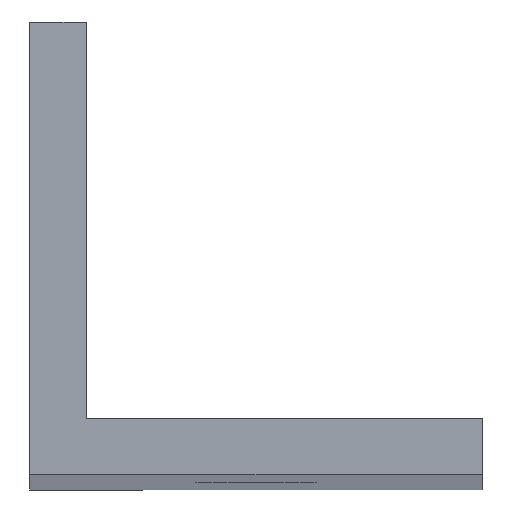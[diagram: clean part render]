
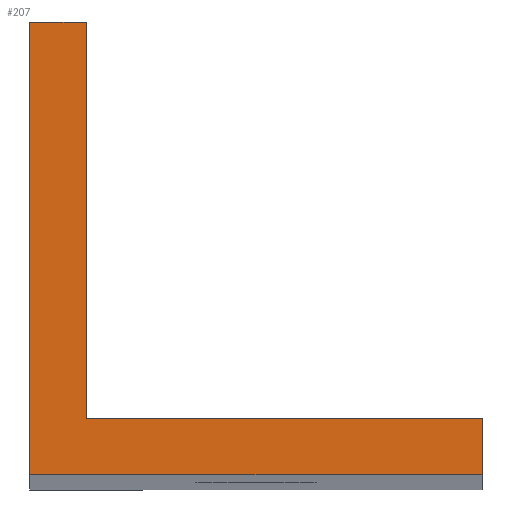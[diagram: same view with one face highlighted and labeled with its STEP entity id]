
A CAD part, top view. The second image highlights one B-rep face of the part: STEP entity #207.
In plain terms, the highlighted planar face has unit normal (0, 0, 1).
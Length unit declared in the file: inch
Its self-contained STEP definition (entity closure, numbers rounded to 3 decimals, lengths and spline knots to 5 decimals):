
#17=LINE('',#311,#35);
#20=LINE('',#317,#38);
#23=LINE('',#323,#41);
#26=LINE('',#329,#44);
#29=LINE('',#335,#47);
#32=LINE('',#339,#50);
#35=VECTOR('',#258,0.3937);
#38=VECTOR('',#263,0.3937);
#41=VECTOR('',#268,0.3937);
#44=VECTOR('',#273,0.3937);
#47=VECTOR('',#278,0.3937);
#50=VECTOR('',#283,0.3937);
#57=PLANE('',#232);
#77=FACE_OUTER_BOUND('',#97,.T.);
#97=EDGE_LOOP('',(#183,#184,#185,#186,#187,#188));
#113=VERTEX_POINT('',#308);
#114=VERTEX_POINT('',#310);
#116=VERTEX_POINT('',#316);
#118=VERTEX_POINT('',#322);
#120=VERTEX_POINT('',#328);
#122=VERTEX_POINT('',#334);
#131=EDGE_CURVE('',#114,#113,#17,.T.);
#134=EDGE_CURVE('',#116,#114,#20,.T.);
#137=EDGE_CURVE('',#118,#116,#23,.T.);
#140=EDGE_CURVE('',#120,#118,#26,.T.);
#143=EDGE_CURVE('',#122,#120,#29,.T.);
#146=EDGE_CURVE('',#113,#122,#32,.T.);
#183=ORIENTED_EDGE('',*,*,#146,.T.);
#184=ORIENTED_EDGE('',*,*,#143,.T.);
#185=ORIENTED_EDGE('',*,*,#140,.T.);
#186=ORIENTED_EDGE('',*,*,#137,.T.);
#187=ORIENTED_EDGE('',*,*,#134,.T.);
#188=ORIENTED_EDGE('',*,*,#131,.T.);
#207=ADVANCED_FACE('',(#77),#57,.T.);
#232=AXIS2_PLACEMENT_3D('',#340,#284,#285);
#258=DIRECTION('',(0.,-1.,0.));
#263=DIRECTION('',(-1.,0.,0.));
#268=DIRECTION('',(0.,1.,0.));
#273=DIRECTION('',(-1.,0.,0.));
#278=DIRECTION('',(0.,1.,0.));
#283=DIRECTION('',(1.,0.,0.));
#284=DIRECTION('center_axis',(0.,0.,1.));
#285=DIRECTION('ref_axis',(1.,0.,0.));
#308=CARTESIAN_POINT('',(0.,0.,19.375));
#310=CARTESIAN_POINT('',(0.,1.,19.375));
#311=CARTESIAN_POINT('',(0.,1.,19.375));
#316=CARTESIAN_POINT('',(0.125,1.,19.375));
#317=CARTESIAN_POINT('',(0.125,1.,19.375));
#322=CARTESIAN_POINT('',(0.125,0.125,19.375));
#323=CARTESIAN_POINT('',(0.125,0.125,19.375));
#328=CARTESIAN_POINT('',(1.,0.125,19.375));
#329=CARTESIAN_POINT('',(1.,0.125,19.375));
#334=CARTESIAN_POINT('',(1.,0.,19.375));
#335=CARTESIAN_POINT('',(1.,0.,19.375));
#339=CARTESIAN_POINT('',(0.,0.,19.375));
#340=CARTESIAN_POINT('Origin',(0.30859,0.30859,19.375));
